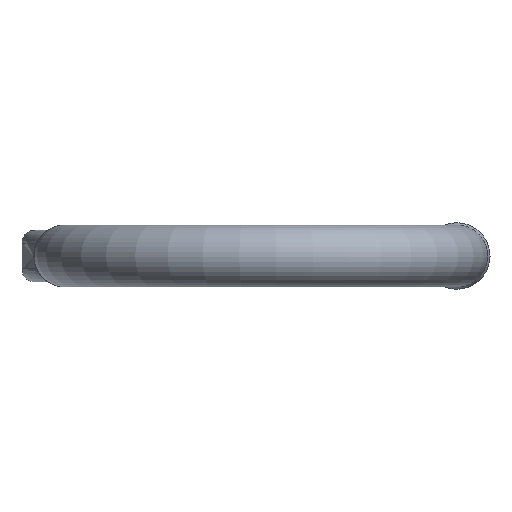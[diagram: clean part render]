
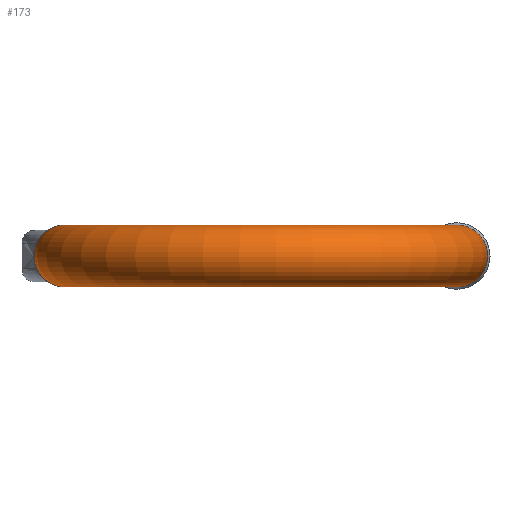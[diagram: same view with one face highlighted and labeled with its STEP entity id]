
A CAD part, front view. The second image highlights one B-rep face of the part: STEP entity #173.
In plain terms, the highlighted toroidal (fillet/blend) face has major radius 190 mm and minor radius 30 mm.
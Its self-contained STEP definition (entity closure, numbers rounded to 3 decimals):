
#163=TOROIDAL_SURFACE('',#968,190.,30.);
#173=ADVANCED_FACE('',(#302,#303),#163,.T.);
#245=CIRCLE('',#959,30.);
#246=CIRCLE('',#961,30.);
#302=FACE_BOUND('',#320,.T.);
#303=FACE_BOUND('',#321,.T.);
#320=EDGE_LOOP('',(#488));
#321=EDGE_LOOP('',(#489));
#488=ORIENTED_EDGE('',*,*,#833,.T.);
#489=ORIENTED_EDGE('',*,*,#834,.F.);
#753=VERTEX_POINT('',#1399);
#754=VERTEX_POINT('',#1402);
#833=EDGE_CURVE('',#753,#753,#245,.T.);
#834=EDGE_CURVE('',#754,#754,#246,.T.);
#959=AXIS2_PLACEMENT_3D('',#1398,#1048,#1049);
#961=AXIS2_PLACEMENT_3D('',#1401,#1052,#1053);
#968=AXIS2_PLACEMENT_3D('',#1412,#1066,#1067);
#1048=DIRECTION('',(0.,-1.,0.));
#1049=DIRECTION('',(1.,0.,0.));
#1052=DIRECTION('',(0.,1.,0.));
#1053=DIRECTION('',(-1.,0.,0.));
#1066=DIRECTION('',(0.,0.,1.));
#1067=DIRECTION('',(1.,0.,0.));
#1398=CARTESIAN_POINT('',(-190.,-240.,0.));
#1399=CARTESIAN_POINT('',(-160.,-240.,0.));
#1401=CARTESIAN_POINT('',(190.,-240.,0.));
#1402=CARTESIAN_POINT('',(160.,-240.,0.));
#1412=CARTESIAN_POINT('',(0.,-240.,0.));
